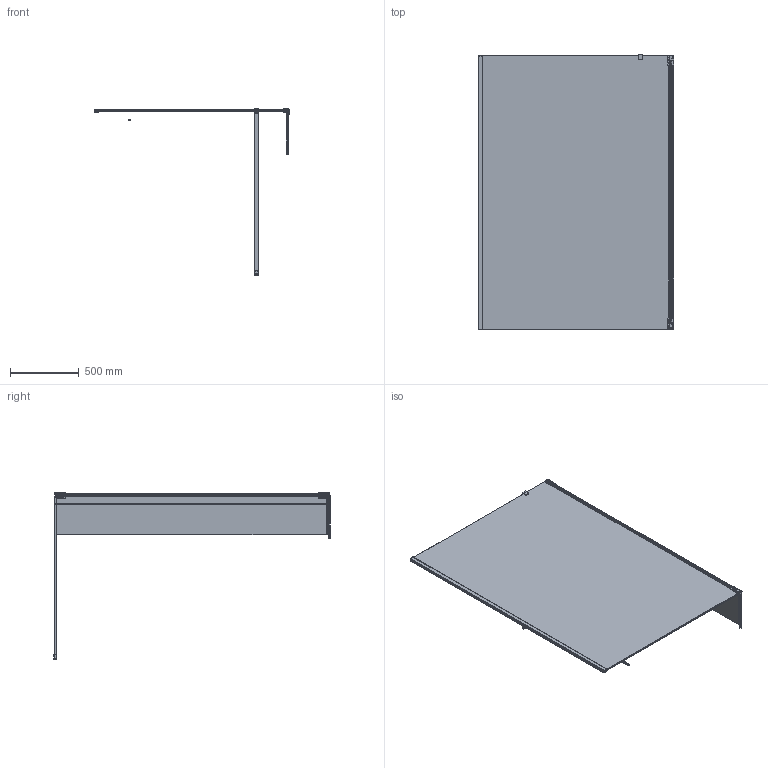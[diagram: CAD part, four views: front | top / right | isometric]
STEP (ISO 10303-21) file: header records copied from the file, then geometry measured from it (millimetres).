
FILE_DESCRIPTION (( 'STEP AP214' ), '1' );
FILE_NAME ('4.STEP', '2020-12-15T12:34:36', ( '' ), ( '' ), 'SwSTEP 2.0', 'SolidWorks 2010', '' );
FILE_SCHEMA (( 'AUTOMOTIVE_DESIGN' ));
Products named in the file (33): LW-1421; LP-3081; LP-3078; LP-3083; LP-3075; LW-F; LW-3518; LP-3079; HDMJT4; LW-3533; HDMJT2; LW-A; LP-3080; 4; 10mmDBJT; LW-C; Bottom seal for fixed glass; LW-B; 10X30-1150; Deflector hinge+moving door; LW-1021; LP-3074; LW-E; LP-3082; LP-3076; HDMJT3; LP-3084; 8mmDBJT; Fixed glass1400X2000; 15; 163; Straight bracing bar; LW-D
Assembly tree (43 placements, depth 3):
  4
    10mmDBJT
    LP-3084
    HDMJT2
    LW-C
    Deflector hinge+moving door
      LW-E
      LP-3076
      LP-3083  x4
      LP-3082  x2
      LP-3080
      15
      LP-3081
      163
      HDMJT4
      LP-3079  x4
      LP-3078  x2
      LW-3533  x4
      LW-D
      LW-F
      LW-B
      LW-A
      HDMJT3
    Straight bracing bar
      LW-1421
      LP-3075
      LW-1021
      LP-3074
      LW-3518
      10X30-1150
    8mmDBJT
    Bottom seal for fixed glass
    Fixed glass1400X2000
Bounding box: 1426.71 x 2015.15 x 1215 mm (x, y, z)
Volume: 33608903.3 mm3; surface area: 8572810.1 mm2
Topology: 42 solids, 42 shells, 4413 faces, 11061 edges, 6828 vertices
Faces by surface type: plane 1683, cylinder 1088, bspline 981, torus 333, sphere 202, cone 126
Entity records: 154893 total; most frequent: CARTESIAN_POINT 79095, ORIENTED_EDGE 15898, DIRECTION 13972, EDGE_CURVE 7949, VERTEX_POINT 4959, AXIS2_PLACEMENT_3D 4730, VECTOR 4512, LINE 4512
